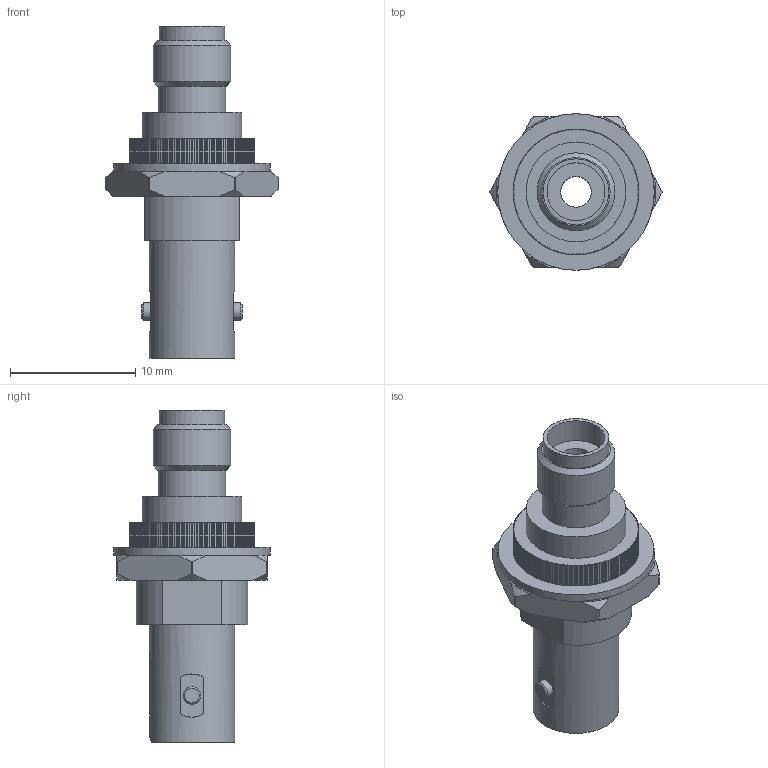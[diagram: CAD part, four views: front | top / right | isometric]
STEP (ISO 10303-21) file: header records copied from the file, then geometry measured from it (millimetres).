
FILE_DESCRIPTION(/* description */ ('Alibre Inc.'),/* implementation_level */ '2;1');
FILE_NAME(/* name */ 'export0',/* time_stamp */ '2018-02-13T10:05:19-08:00',/* author */ (''),/* organization */ (''),/* preprocessor_version */ 'ST-DEVELOPER v14',/* originating_system */ 'Alibre',/* authorisation */ '');
FILE_SCHEMA (('CONFIG_CONTROL_DESIGN'));
Length unit declared in the file: centimetre
Products named in the file (1): ID_1
Bounding box: 13.76 x 12.5 x 26.52 mm (x, y, z)
Volume: 1009.2 mm3; surface area: 1212.9 mm2
Topology: 1 solids, 9 shells, 595 faces, 1683 edges, 1117 vertices
Faces by surface type: plane 384, cylinder 195, cone 16
Full cylindrical faces by diameter (mm): 1.422 x2, 2.464 x1, 4.623 x1, 5.258 x1, 5.41 x1, 5.74 x1, 6.223 x1, 6.858 x1, 7.976 x1, 12.497 x1
Entity records: 16012 total; most frequent: ORIENTED_EDGE 3322, CARTESIAN_POINT 2883, DIRECTION 1759, EDGE_CURVE 1661, VECTOR 1206, LINE 1206, VERTEX_POINT 1111, EDGE_LOOP 624
